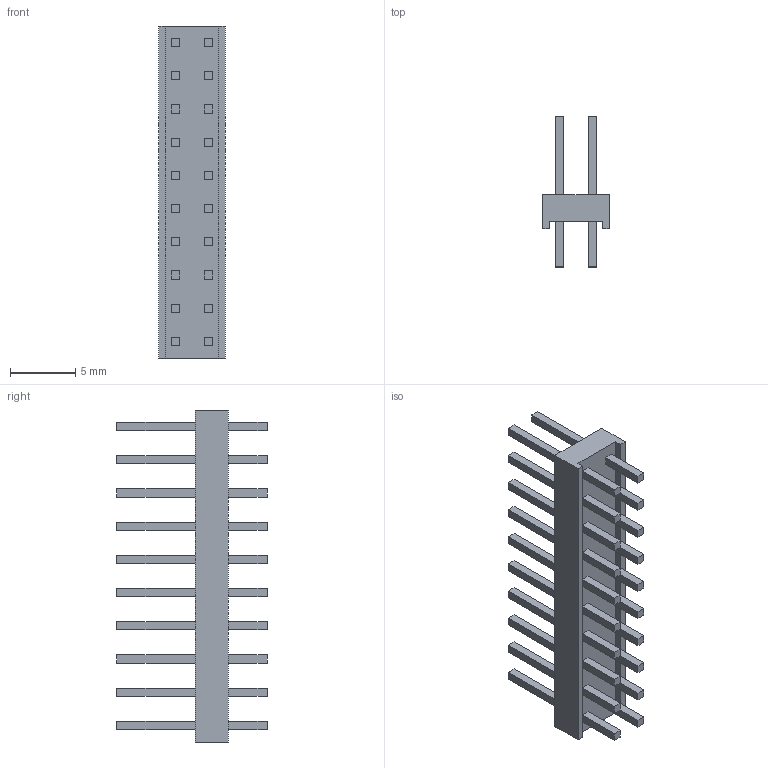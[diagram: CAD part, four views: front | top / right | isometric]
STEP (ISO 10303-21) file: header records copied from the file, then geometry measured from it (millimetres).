
FILE_DESCRIPTION (( 'STEP AP214' ), '1' );
FILE_NAME ('User Library-PLD-20.STEP', '2016-01-20T07:42:34', ( 'Windows User' ), ( '' ), 'SwSTEP 2.0', 'SolidWorks 2016', '' );
FILE_SCHEMA (( 'AUTOMOTIVE_DESIGN' ));
Length unit declared in the file: millimetre
Products named in the file (1): User Library-PLD-20
Bounding box: 5.08 x 11.5 x 25.4 mm (x, y, z)
Volume: 349.6 mm3; surface area: 922.3 mm2
Topology: 1 solids, 1 shells, 210 faces, 504 edges, 336 vertices
Faces by surface type: plane 210
Entity records: 8301 total; most frequent: CARTESIAN_POINT 1051, ORIENTED_EDGE 1008, DIRECTION 926, VECTOR 504, LINE 504, EDGE_CURVE 504, VERTEX_POINT 336, EDGE_LOOP 250
